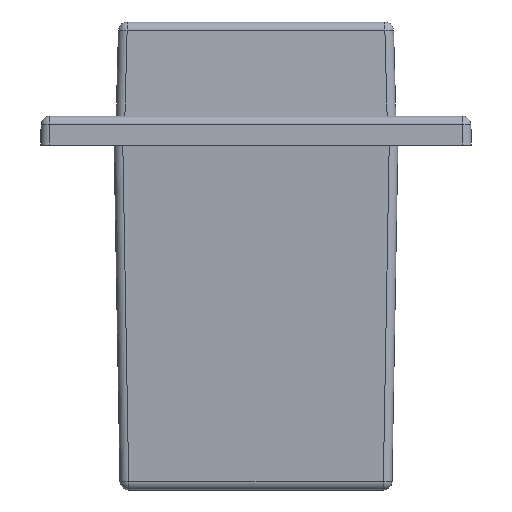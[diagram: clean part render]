
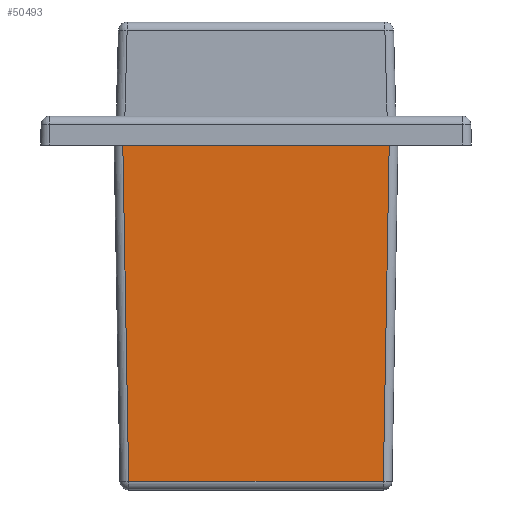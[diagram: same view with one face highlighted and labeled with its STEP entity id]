
A CAD part, left-side view. The second image highlights one B-rep face of the part: STEP entity #50493.
In plain terms, the highlighted face is planar.
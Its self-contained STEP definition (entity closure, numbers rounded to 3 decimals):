
#5958 = EDGE_CURVE ( 'NONE', #48229, #75799, #29927, .T. ) ;
#12879 = ORIENTED_EDGE ( 'NONE', *, *, #21381, .T. ) ;
#16084 = DIRECTION ( 'NONE',  ( 0.017, 0.017, 1. ) ) ;
#16154 = LINE ( 'NONE', #54101, #56051 ) ;
#16631 = DIRECTION ( 'NONE',  ( -0.017, 0.017, -1. ) ) ;
#17403 = VERTEX_POINT ( 'NONE', #53958 ) ;
#21381 = EDGE_CURVE ( 'NONE', #17403, #84838, #16154, .T. ) ;
#25380 = DIRECTION ( 'NONE',  ( 1., 0., -0.017 ) ) ;
#25885 = VECTOR ( 'NONE', #28462, 1000. ) ;
#27724 = VECTOR ( 'NONE', #16084, 1000. ) ;
#27869 = ORIENTED_EDGE ( 'NONE', *, *, #86707, .F. ) ;
#28462 = DIRECTION ( 'NONE',  ( 0., 1., 0. ) ) ;
#29927 = LINE ( 'NONE', #37808, #27724 ) ;
#31922 = CARTESIAN_POINT ( 'NONE',  ( 8.037, 11.17, -1.031 ) ) ;
#32804 = FACE_OUTER_BOUND ( 'NONE', #74902, .T. ) ;
#34156 = CARTESIAN_POINT ( 'NONE',  ( 8.551, 11.95, 28.425 ) ) ;
#37808 = CARTESIAN_POINT ( 'NONE',  ( 8.551, 11.685, 28.438 ) ) ;
#42034 = LINE ( 'NONE', #34156, #82538 ) ;
#45209 = ORIENTED_EDGE ( 'NONE', *, *, #5958, .T. ) ;
#48229 = VERTEX_POINT ( 'NONE', #31922 ) ;
#50171 = CARTESIAN_POINT ( 'NONE',  ( 8.551, 11.684, 28.425 ) ) ;
#50493 = ADVANCED_FACE ( 'NONE', ( #32804 ), #62833, .T. ) ;
#53958 = CARTESIAN_POINT ( 'NONE',  ( 8.551, -11.684, 28.425 ) ) ;
#54101 = CARTESIAN_POINT ( 'NONE',  ( 8.048, -11.181, -0.404 ) ) ;
#55448 = DIRECTION ( 'NONE',  ( -0.017, 0., -1. ) ) ;
#56051 = VECTOR ( 'NONE', #16631, 1000. ) ;
#56307 = DIRECTION ( 'NONE',  ( 0., 1., 0. ) ) ;
#59030 = EDGE_CURVE ( 'NONE', #84838, #48229, #95929, .T. ) ;
#59476 = CARTESIAN_POINT ( 'NONE',  ( 8.037, 11.95, -1.031 ) ) ;
#62833 = PLANE ( 'NONE',  #80129 ) ;
#72593 = CARTESIAN_POINT ( 'NONE',  ( 8.037, -11.17, -1.031 ) ) ;
#74902 = EDGE_LOOP ( 'NONE', ( #27869, #12879, #89464, #45209 ) ) ;
#75799 = VERTEX_POINT ( 'NONE', #50171 ) ;
#80129 = AXIS2_PLACEMENT_3D ( 'NONE', #92874, #25380, #55448 ) ;
#82538 = VECTOR ( 'NONE', #56307, 1000. ) ;
#84838 = VERTEX_POINT ( 'NONE', #72593 ) ;
#86707 = EDGE_CURVE ( '����', #17403, #75799, #42034, .T. ) ;
#89464 = ORIENTED_EDGE ( 'NONE', *, *, #59030, .T. ) ;
#92874 = CARTESIAN_POINT ( 'NONE',  ( 8.055, 11.95, 0. ) ) ;
#95929 = LINE ( 'NONE', #59476, #25885 ) ;
